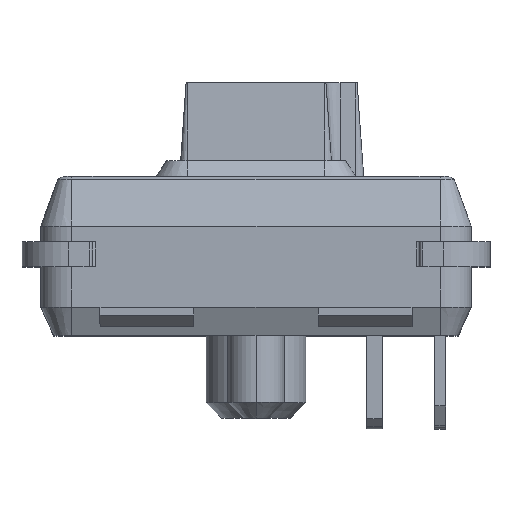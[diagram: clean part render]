
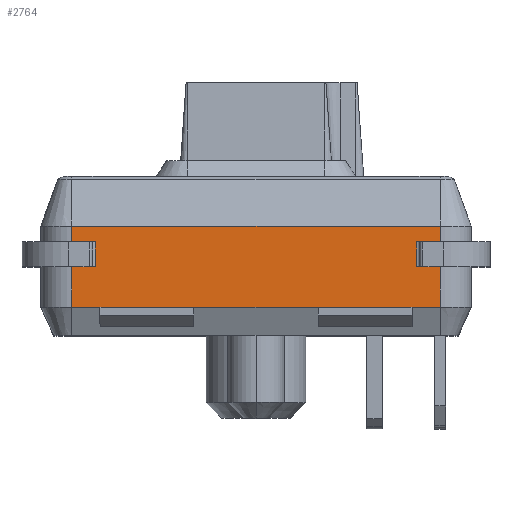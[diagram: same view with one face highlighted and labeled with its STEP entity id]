
A CAD part, top view. The second image highlights one B-rep face of the part: STEP entity #2764.
In plain terms, the highlighted planar face has unit normal (0, 0, 1).
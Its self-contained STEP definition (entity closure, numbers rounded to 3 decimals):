
#47 = EDGE_CURVE ( 'NONE', #1591, #3134, #2389, .T. ) ;
#179 = ORIENTED_EDGE ( 'NONE', *, *, #5500, .F. ) ;
#180 = EDGE_CURVE ( 'NONE', #7070, #8139, #7611, .T. ) ;
#260 = LINE ( 'NONE', #6301, #817 ) ;
#321 = CARTESIAN_POINT ( 'NONE',  ( 2., -1.7, 6.9 ) ) ;
#331 = DIRECTION ( 'NONE',  ( 0., 1., 0. ) ) ;
#463 = ORIENTED_EDGE ( 'NONE', *, *, #1503, .T. ) ;
#465 = PLANE ( 'NONE',  #8651 ) ;
#610 = ORIENTED_EDGE ( 'NONE', *, *, #4877, .F. ) ;
#616 = DIRECTION ( 'NONE',  ( 0., -1., 0. ) ) ;
#656 = VECTOR ( 'NONE', #7600, 1000. ) ;
#681 = CARTESIAN_POINT ( 'NONE',  ( 5.9, -1.7, 6.9 ) ) ;
#701 = CARTESIAN_POINT ( 'NONE',  ( -5., -1.7, 6.9 ) ) ;
#758 = EDGE_CURVE ( 'NONE', #1591, #9038, #2491, .T. ) ;
#785 = DIRECTION ( 'NONE',  ( 1., 0., 0. ) ) ;
#817 = VECTOR ( 'NONE', #616, 1000. ) ;
#1036 = CARTESIAN_POINT ( 'NONE',  ( 5.9, 0.4, 6.9 ) ) ;
#1095 = ORIENTED_EDGE ( 'NONE', *, *, #5290, .F. ) ;
#1126 = ORIENTED_EDGE ( 'NONE', *, *, #2609, .T. ) ;
#1260 = VERTEX_POINT ( 'NONE', #8256 ) ;
#1403 = CARTESIAN_POINT ( 'NONE',  ( -5.9, 0.9, 6.9 ) ) ;
#1407 = LINE ( 'NONE', #8748, #3728 ) ;
#1412 = EDGE_CURVE ( 'NONE', #4263, #9130, #260, .T. ) ;
#1443 = VERTEX_POINT ( 'NONE', #5697 ) ;
#1503 = EDGE_CURVE ( 'NONE', #8139, #8446, #6929, .T. ) ;
#1525 = VECTOR ( 'NONE', #1840, 1000. ) ;
#1591 = VERTEX_POINT ( 'NONE', #4516 ) ;
#1840 = DIRECTION ( 'NONE',  ( -1., 0., 0. ) ) ;
#1850 = DIRECTION ( 'NONE',  ( -1., 0., 0. ) ) ;
#1868 = VERTEX_POINT ( 'NONE', #4883 ) ;
#1939 = DIRECTION ( 'NONE',  ( 0., 0., -1. ) ) ;
#2070 = CARTESIAN_POINT ( 'NONE',  ( -5.15, -0.4, 6.9 ) ) ;
#2073 = VECTOR ( 'NONE', #8346, 1000. ) ;
#2135 = DIRECTION ( 'NONE',  ( 0., -1., 0. ) ) ;
#2197 = DIRECTION ( 'NONE',  ( -1., 0., 0. ) ) ;
#2288 = CARTESIAN_POINT ( 'NONE',  ( -5.9, 0.4, 6.9 ) ) ;
#2330 = CARTESIAN_POINT ( 'NONE',  ( -5.9, -1.7, 6.9 ) ) ;
#2389 = LINE ( 'NONE', #701, #9071 ) ;
#2491 = LINE ( 'NONE', #6036, #8840 ) ;
#2499 = DIRECTION ( 'NONE',  ( 1., 0., 0. ) ) ;
#2505 = ORIENTED_EDGE ( 'NONE', *, *, #4434, .T. ) ;
#2609 = EDGE_CURVE ( 'NONE', #1260, #1443, #7910, .T. ) ;
#2644 = CARTESIAN_POINT ( 'NONE',  ( 5.9, -1.7, 6.9 ) ) ;
#2764 = ADVANCED_FACE ( 'NONE', ( #3793 ), #465, .F. ) ;
#2859 = VECTOR ( 'NONE', #2197, 1000. ) ;
#2967 = LINE ( 'NONE', #5025, #2859 ) ;
#3134 = VERTEX_POINT ( 'NONE', #6551 ) ;
#3349 = CARTESIAN_POINT ( 'NONE',  ( 5.9, 0.9, 6.9 ) ) ;
#3384 = EDGE_CURVE ( 'NONE', #1443, #3752, #8339, .T. ) ;
#3415 = LINE ( 'NONE', #2644, #1525 ) ;
#3587 = VECTOR ( 'NONE', #5076, 1000. ) ;
#3596 = VERTEX_POINT ( 'NONE', #7930 ) ;
#3615 = CARTESIAN_POINT ( 'NONE',  ( -5.15, -0.4, 6.9 ) ) ;
#3728 = VECTOR ( 'NONE', #8060, 1000. ) ;
#3752 = VERTEX_POINT ( 'NONE', #6081 ) ;
#3768 = CARTESIAN_POINT ( 'NONE',  ( -5.15, 0.4, 6.9 ) ) ;
#3790 = VERTEX_POINT ( 'NONE', #321 ) ;
#3793 = FACE_OUTER_BOUND ( 'NONE', #8636, .T. ) ;
#3879 = ORIENTED_EDGE ( 'NONE', *, *, #5713, .T. ) ;
#3940 = ORIENTED_EDGE ( 'NONE', *, *, #758, .F. ) ;
#4070 = VECTOR ( 'NONE', #785, 1000. ) ;
#4258 = VERTEX_POINT ( 'NONE', #7580 ) ;
#4263 = VERTEX_POINT ( 'NONE', #7456 ) ;
#4329 = ORIENTED_EDGE ( 'NONE', *, *, #3384, .T. ) ;
#4434 = EDGE_CURVE ( 'NONE', #6914, #7070, #6864, .T. ) ;
#4445 = ORIENTED_EDGE ( 'NONE', *, *, #4489, .F. ) ;
#4489 = EDGE_CURVE ( 'NONE', #3596, #3790, #2967, .T. ) ;
#4511 = ORIENTED_EDGE ( 'NONE', *, *, #4601, .T. ) ;
#4516 = CARTESIAN_POINT ( 'NONE',  ( -5., -1.7, 6.9 ) ) ;
#4583 = CARTESIAN_POINT ( 'NONE',  ( 5.9, -1.7, 6.9 ) ) ;
#4601 = EDGE_CURVE ( 'NONE', #8446, #1868, #5428, .T. ) ;
#4732 = EDGE_CURVE ( 'NONE', #9038, #1868, #7536, .T. ) ;
#4761 = CARTESIAN_POINT ( 'NONE',  ( -5.9, 0.9, 6.9 ) ) ;
#4818 = ORIENTED_EDGE ( 'NONE', *, *, #47, .T. ) ;
#4877 = EDGE_CURVE ( 'NONE', #3790, #3134, #8871, .T. ) ;
#4883 = CARTESIAN_POINT ( 'NONE',  ( -5.9, -0.4, 6.9 ) ) ;
#4996 = CARTESIAN_POINT ( 'NONE',  ( 5.9, 0.4, 6.9 ) ) ;
#5025 = CARTESIAN_POINT ( 'NONE',  ( 5., -1.7, 6.9 ) ) ;
#5076 = DIRECTION ( 'NONE',  ( 0., -1., 0. ) ) ;
#5139 = ORIENTED_EDGE ( 'NONE', *, *, #1412, .F. ) ;
#5194 = LINE ( 'NONE', #6713, #5949 ) ;
#5290 = EDGE_CURVE ( 'NONE', #6914, #4263, #5194, .T. ) ;
#5321 = VECTOR ( 'NONE', #8096, 1000. ) ;
#5428 = LINE ( 'NONE', #8755, #5321 ) ;
#5500 = EDGE_CURVE ( 'NONE', #1260, #3596, #3415, .T. ) ;
#5543 = CARTESIAN_POINT ( 'NONE',  ( 5.9, -0.4, 6.9 ) ) ;
#5629 = VECTOR ( 'NONE', #2499, 1000. ) ;
#5697 = CARTESIAN_POINT ( 'NONE',  ( 5.9, -0.4, 6.9 ) ) ;
#5713 = EDGE_CURVE ( 'NONE', #4258, #9130, #7518, .T. ) ;
#5886 = VECTOR ( 'NONE', #331, 1000. ) ;
#5949 = VECTOR ( 'NONE', #7465, 1000. ) ;
#6032 = EDGE_CURVE ( 'NONE', #3752, #4258, #1407, .T. ) ;
#6036 = CARTESIAN_POINT ( 'NONE',  ( 5.9, -1.7, 6.9 ) ) ;
#6081 = CARTESIAN_POINT ( 'NONE',  ( 5.15, -0.4, 6.9 ) ) ;
#6301 = CARTESIAN_POINT ( 'NONE',  ( 5.9, 0.9, 6.9 ) ) ;
#6551 = CARTESIAN_POINT ( 'NONE',  ( -2., -1.7, 6.9 ) ) ;
#6632 = VECTOR ( 'NONE', #2135, 1000. ) ;
#6713 = CARTESIAN_POINT ( 'NONE',  ( 5.9, 0.9, 6.9 ) ) ;
#6864 = LINE ( 'NONE', #1403, #6632 ) ;
#6914 = VERTEX_POINT ( 'NONE', #4761 ) ;
#6929 = LINE ( 'NONE', #3615, #3587 ) ;
#7070 = VERTEX_POINT ( 'NONE', #2288 ) ;
#7446 = VECTOR ( 'NONE', #7788, 1000. ) ;
#7456 = CARTESIAN_POINT ( 'NONE',  ( 5.9, 0.9, 6.9 ) ) ;
#7465 = DIRECTION ( 'NONE',  ( 1., 0., 0. ) ) ;
#7518 = LINE ( 'NONE', #8816, #5629 ) ;
#7536 = LINE ( 'NONE', #8257, #656 ) ;
#7580 = CARTESIAN_POINT ( 'NONE',  ( 5.15, 0.4, 6.9 ) ) ;
#7600 = DIRECTION ( 'NONE',  ( 0., 1., 0. ) ) ;
#7611 = LINE ( 'NONE', #4996, #4070 ) ;
#7788 = DIRECTION ( 'NONE',  ( -1., 0., 0. ) ) ;
#7910 = LINE ( 'NONE', #4583, #5886 ) ;
#7930 = CARTESIAN_POINT ( 'NONE',  ( 5., -1.7, 6.9 ) ) ;
#8060 = DIRECTION ( 'NONE',  ( 0., 1., 0. ) ) ;
#8096 = DIRECTION ( 'NONE',  ( -1., 0., 0. ) ) ;
#8139 = VERTEX_POINT ( 'NONE', #3768 ) ;
#8256 = CARTESIAN_POINT ( 'NONE',  ( 5.9, -1.7, 6.9 ) ) ;
#8257 = CARTESIAN_POINT ( 'NONE',  ( -5.9, -1.7, 6.9 ) ) ;
#8262 = ORIENTED_EDGE ( 'NONE', *, *, #6032, .T. ) ;
#8339 = LINE ( 'NONE', #5543, #7446 ) ;
#8346 = DIRECTION ( 'NONE',  ( -1., 0., 0. ) ) ;
#8446 = VERTEX_POINT ( 'NONE', #2070 ) ;
#8544 = DIRECTION ( 'NONE',  ( 1., 0., 0. ) ) ;
#8636 = EDGE_LOOP ( 'NONE', ( #463, #4511, #9073, #3940, #4818, #610, #4445, #179, #1126, #4329, #8262, #3879, #5139, #1095, #2505, #9110 ) ) ;
#8651 = AXIS2_PLACEMENT_3D ( 'NONE', #3349, #1939, #1850 ) ;
#8748 = CARTESIAN_POINT ( 'NONE',  ( 5.15, 0.4, 6.9 ) ) ;
#8755 = CARTESIAN_POINT ( 'NONE',  ( 5.9, -0.4, 6.9 ) ) ;
#8816 = CARTESIAN_POINT ( 'NONE',  ( 5.9, 0.4, 6.9 ) ) ;
#8840 = VECTOR ( 'NONE', #8919, 1000. ) ;
#8871 = LINE ( 'NONE', #681, #2073 ) ;
#8919 = DIRECTION ( 'NONE',  ( -1., 0., 0. ) ) ;
#9038 = VERTEX_POINT ( 'NONE', #2330 ) ;
#9071 = VECTOR ( 'NONE', #8544, 1000. ) ;
#9073 = ORIENTED_EDGE ( 'NONE', *, *, #4732, .F. ) ;
#9110 = ORIENTED_EDGE ( 'NONE', *, *, #180, .T. ) ;
#9130 = VERTEX_POINT ( 'NONE', #1036 ) ;
